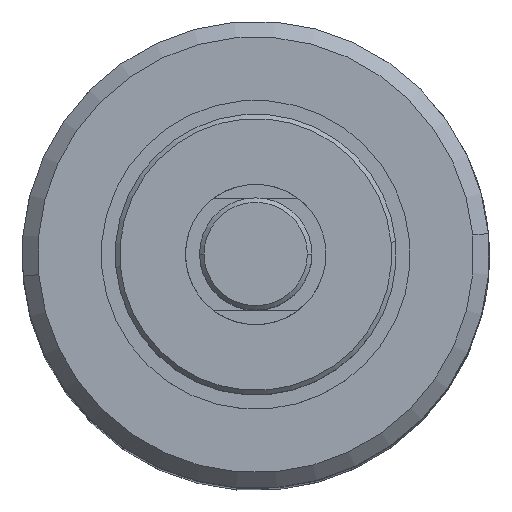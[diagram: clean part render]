
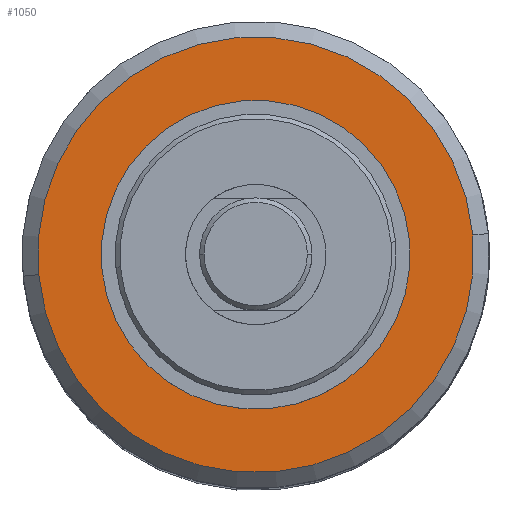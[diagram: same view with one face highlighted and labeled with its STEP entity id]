
A CAD part, top view. The second image highlights one B-rep face of the part: STEP entity #1050.
In plain terms, the highlighted planar face has unit normal (0, 0, 1).
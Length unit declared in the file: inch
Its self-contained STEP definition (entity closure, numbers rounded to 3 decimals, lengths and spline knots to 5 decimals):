
#262=CARTESIAN_POINT('',(-0.6875,0.,1.165));
#263=VERTEX_POINT('',#262);
#272=CARTESIAN_POINT('',(0.6875,0.,1.165));
#273=VERTEX_POINT('',#272);
#274=CARTESIAN_POINT('',(0.0,0.0,1.165));
#275=DIRECTION('',(0.0,0.0,-1.0));
#276=DIRECTION('',(-1.0,0.0,0.0));
#277=AXIS2_PLACEMENT_3D('',#274,#275,#276);
#278=CIRCLE('',#277,0.6875);
#279=EDGE_CURVE('',#273,#263,#278,.T.);
#426=CARTESIAN_POINT('',(-0.97,0.,1.165));
#427=VERTEX_POINT('',#426);
#434=CARTESIAN_POINT('',(0.97,0.0,1.165));
#435=VERTEX_POINT('',#434);
#436=CARTESIAN_POINT('',(0.0,0.0,1.165));
#437=DIRECTION('',(0.0,0.0,-1.0));
#438=DIRECTION('',(-1.0,0.0,0.0));
#439=AXIS2_PLACEMENT_3D('',#436,#437,#438);
#440=CIRCLE('',#439,0.97);
#441=EDGE_CURVE('',#427,#435,#440,.T.);
#1000=CARTESIAN_POINT('',(0.0,0.0,1.165));
#1001=DIRECTION('',(0.0,0.0,-1.0));
#1002=DIRECTION('',(-1.0,0.0,0.0));
#1003=AXIS2_PLACEMENT_3D('',#1000,#1001,#1002);
#1004=CIRCLE('',#1003,0.97);
#1005=EDGE_CURVE('',#435,#427,#1004,.T.);
#1031=CARTESIAN_POINT('',(0.09455,0.0,1.165));
#1032=DIRECTION('',(0.0,0.0,1.0));
#1033=DIRECTION('',(1.0,0.0,0.0));
#1034=AXIS2_PLACEMENT_3D('',#1031,#1032,#1033);
#1035=PLANE('',#1034);
#1036=ORIENTED_EDGE('',*,*,#1005,.F.);
#1037=ORIENTED_EDGE('',*,*,#441,.F.);
#1038=EDGE_LOOP('',(#1036,#1037));
#1039=FACE_OUTER_BOUND('',#1038,.T.);
#1040=ORIENTED_EDGE('',*,*,#279,.T.);
#1041=CARTESIAN_POINT('',(0.0,0.0,1.165));
#1042=DIRECTION('',(0.0,0.0,-1.0));
#1043=DIRECTION('',(-1.0,0.0,0.0));
#1044=AXIS2_PLACEMENT_3D('',#1041,#1042,#1043);
#1045=CIRCLE('',#1044,0.6875);
#1046=EDGE_CURVE('',#263,#273,#1045,.T.);
#1047=ORIENTED_EDGE('',*,*,#1046,.T.);
#1048=EDGE_LOOP('',(#1040,#1047));
#1049=FACE_BOUND('',#1048,.T.);
#1050=ADVANCED_FACE('',(#1039,#1049),#1035,.T.);
